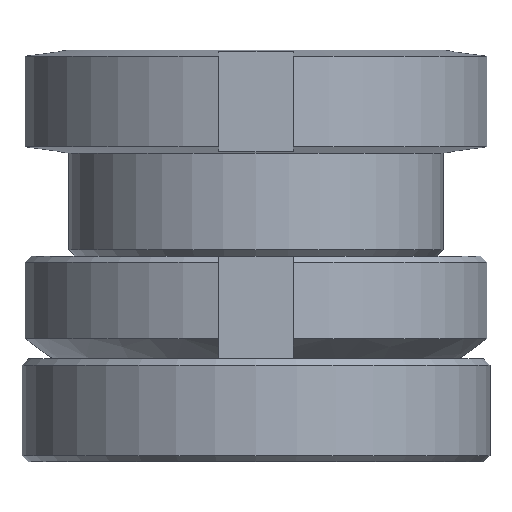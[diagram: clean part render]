
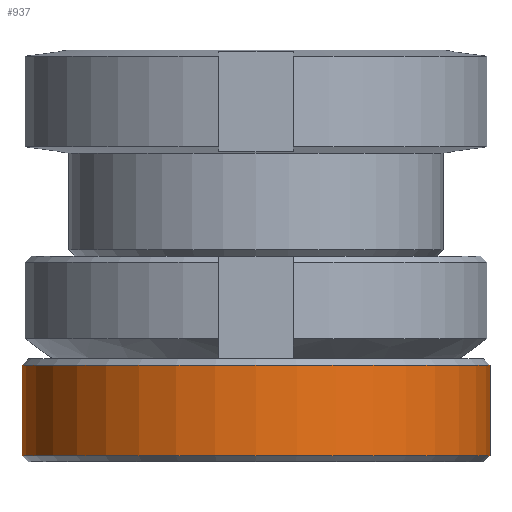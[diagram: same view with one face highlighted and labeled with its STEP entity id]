
A CAD part, front view. The second image highlights one B-rep face of the part: STEP entity #937.
In plain terms, the highlighted cylindrical face has radius 12.5 mm (diameter 25 mm), a partial arc.
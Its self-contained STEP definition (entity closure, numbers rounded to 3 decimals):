
#601=EDGE_CURVE('',#1313,#725,#1552,.T.);
#667=EDGE_CURVE('',#1313,#1141,#1627,.T.);
#695=EDGE_CURVE('',#1141,#959,#1659,.T.);
#725=VERTEX_POINT('',#1692);
#937=ADVANCED_FACE('',(#1922),#1923,.T.);
#959=VERTEX_POINT('',#1950);
#1141=VERTEX_POINT('',#2148);
#1305=EDGE_CURVE('',#959,#725,#2332,.T.);
#1313=VERTEX_POINT('',#2340);
#1552=CIRCLE('',#2700,12.5);
#1627=LINE('',#2829,#2830);
#1659=CIRCLE('',#2875,12.5);
#1692=CARTESIAN_POINT('',(-12.5,0.,5.17));
#1922=FACE_OUTER_BOUND('',#3287,.T.);
#1923=CYLINDRICAL_SURFACE('',#3288,12.5);
#1950=CARTESIAN_POINT('',(-12.5,0.,0.33));
#2148=CARTESIAN_POINT('',(12.5,0.,0.33));
#2332=LINE('',#3943,#3944);
#2340=CARTESIAN_POINT('',(12.5,0.,5.17));
#2700=AXIS2_PLACEMENT_3D('',#4257,#4258,#4259);
#2829=CARTESIAN_POINT('',(12.5,0.,2.75));
#2830=VECTOR('',#4343,1.0);
#2875=AXIS2_PLACEMENT_3D('',#4392,#4393,#4394);
#3287=EDGE_LOOP('',(#4670,#4671,#4672,#4673));
#3288=AXIS2_PLACEMENT_3D('',#4674,#4675,#4676);
#3943=CARTESIAN_POINT('',(-12.5,0.,2.75));
#3944=VECTOR('',#5165,1.0);
#4257=CARTESIAN_POINT('',(0.0,0.,5.17));
#4258=DIRECTION('',(0.0,0.,-1.0));
#4259=DIRECTION('',(1.0,0.0,0.0));
#4343=DIRECTION('',(0.0,0.,-1.0));
#4392=CARTESIAN_POINT('',(0.0,0.,0.33));
#4393=DIRECTION('',(0.0,0.,-1.0));
#4394=DIRECTION('',(1.0,0.0,0.0));
#4670=ORIENTED_EDGE('',*,*,#667,.F.);
#4671=ORIENTED_EDGE('',*,*,#601,.T.);
#4672=ORIENTED_EDGE('',*,*,#1305,.F.);
#4673=ORIENTED_EDGE('',*,*,#695,.F.);
#4674=CARTESIAN_POINT('',(0.0,0.,2.75));
#4675=DIRECTION('',(-0.0,0.,1.0));
#4676=DIRECTION('',(1.0,0.0,0.0));
#5165=DIRECTION('',(-0.0,0.,1.0));
